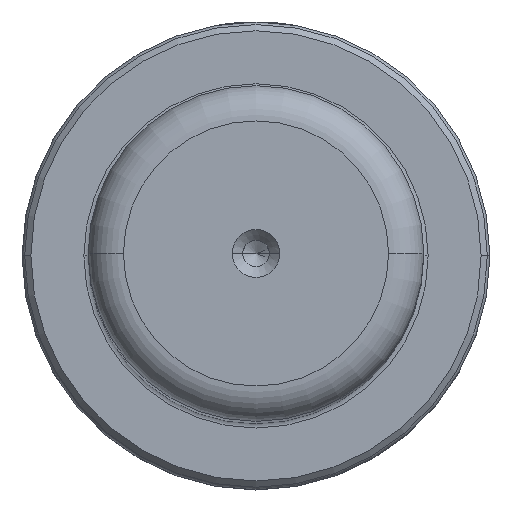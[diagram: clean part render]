
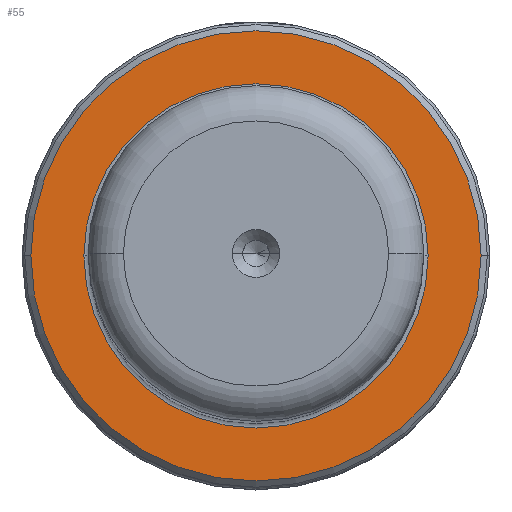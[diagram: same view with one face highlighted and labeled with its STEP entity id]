
A CAD part, top view. The second image highlights one B-rep face of the part: STEP entity #55.
In plain terms, the highlighted planar face has unit normal (0, 0, 1).
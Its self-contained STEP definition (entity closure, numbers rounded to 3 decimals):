
#55 = ADVANCED_FACE ( 'NONE', ( #1970, #682 ), #1747, .T. ) ;
#83 = CIRCLE ( 'NONE', #525, 19.5 ) ;
#165 = ORIENTED_EDGE ( 'NONE', *, *, #546, .T. ) ;
#408 = EDGE_LOOP ( 'NONE', ( #1030, #2579 ) ) ;
#443 = EDGE_LOOP ( 'NONE', ( #165, #2494 ) ) ;
#525 = AXIS2_PLACEMENT_3D ( 'NONE', #2033, #2073, #2877 ) ;
#546 = EDGE_CURVE ( 'NONE', #1960, #3442, #1119, .T. ) ;
#682 = FACE_OUTER_BOUND ( 'NONE', #408, .T. ) ;
#702 = CIRCLE ( 'NONE', #936, 25.5 ) ;
#857 = AXIS2_PLACEMENT_3D ( 'NONE', #1790, #3419, #2568 ) ;
#869 = CARTESIAN_POINT ( 'NONE',  ( 25.5, 0., 39. ) ) ;
#934 = DIRECTION ( 'NONE',  ( 0., 0., 1. ) ) ;
#936 = AXIS2_PLACEMENT_3D ( 'NONE', #3143, #934, #1805 ) ;
#1030 = ORIENTED_EDGE ( 'NONE', *, *, #2942, .T. ) ;
#1105 = AXIS2_PLACEMENT_3D ( 'NONE', #2031, #1573, #3417 ) ;
#1119 = CIRCLE ( 'NONE', #1343, 19.5 ) ;
#1291 = DIRECTION ( 'NONE',  ( 0., 0., -1. ) ) ;
#1334 = EDGE_CURVE ( 'NONE', #2276, #2981, #2995, .T. ) ;
#1343 = AXIS2_PLACEMENT_3D ( 'NONE', #2048, #1291, #2351 ) ;
#1353 = EDGE_CURVE ( 'NONE', #3442, #1960, #83, .T. ) ;
#1573 = DIRECTION ( 'NONE',  ( 0., 0., 1. ) ) ;
#1747 = PLANE ( 'NONE',  #1105 ) ;
#1790 = CARTESIAN_POINT ( 'NONE',  ( 0., 0., 39. ) ) ;
#1805 = DIRECTION ( 'NONE',  ( 1., 0., 0. ) ) ;
#1960 = VERTEX_POINT ( 'NONE', #3359 ) ;
#1970 = FACE_BOUND ( 'NONE', #443, .T. ) ;
#2031 = CARTESIAN_POINT ( 'NONE',  ( 0., 0., 39. ) ) ;
#2033 = CARTESIAN_POINT ( 'NONE',  ( 0., 0., 39. ) ) ;
#2048 = CARTESIAN_POINT ( 'NONE',  ( 0., 0., 39. ) ) ;
#2073 = DIRECTION ( 'NONE',  ( 0., 0., -1. ) ) ;
#2076 = CARTESIAN_POINT ( 'NONE',  ( 19.5, 0., 39. ) ) ;
#2190 = CARTESIAN_POINT ( 'NONE',  ( -25.5, 0., 39. ) ) ;
#2276 = VERTEX_POINT ( 'NONE', #869 ) ;
#2351 = DIRECTION ( 'NONE',  ( -1., 0., 0. ) ) ;
#2494 = ORIENTED_EDGE ( 'NONE', *, *, #1353, .T. ) ;
#2568 = DIRECTION ( 'NONE',  ( 1., 0., 0. ) ) ;
#2579 = ORIENTED_EDGE ( 'NONE', *, *, #1334, .T. ) ;
#2877 = DIRECTION ( 'NONE',  ( -1., 0., 0. ) ) ;
#2942 = EDGE_CURVE ( 'NONE', #2981, #2276, #702, .T. ) ;
#2981 = VERTEX_POINT ( 'NONE', #2190 ) ;
#2995 = CIRCLE ( 'NONE', #857, 25.5 ) ;
#3143 = CARTESIAN_POINT ( 'NONE',  ( 0., 0., 39. ) ) ;
#3359 = CARTESIAN_POINT ( 'NONE',  ( -19.5, 0., 39. ) ) ;
#3417 = DIRECTION ( 'NONE',  ( 1., 0., 0. ) ) ;
#3419 = DIRECTION ( 'NONE',  ( 0., 0., 1. ) ) ;
#3442 = VERTEX_POINT ( 'NONE', #2076 ) ;
